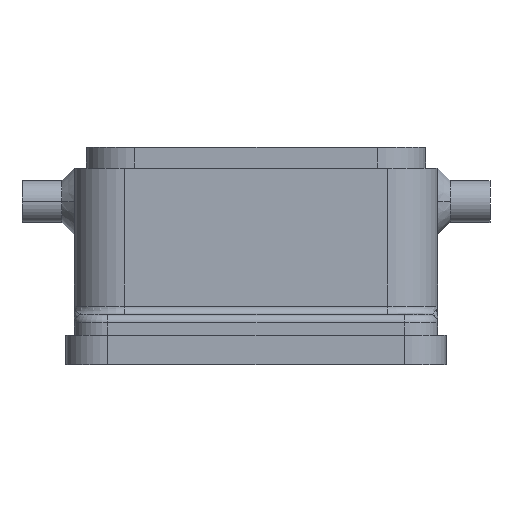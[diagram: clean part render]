
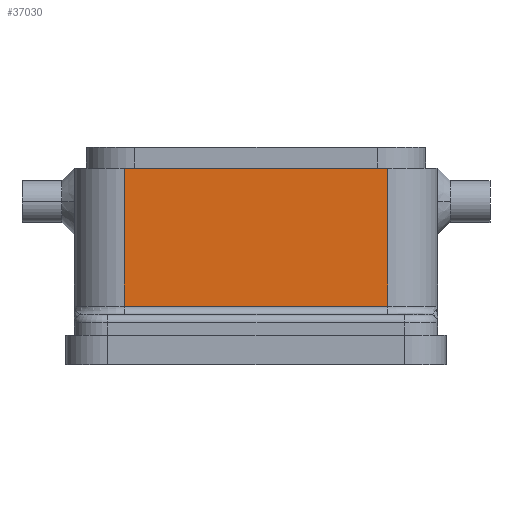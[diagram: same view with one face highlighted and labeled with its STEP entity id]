
A CAD part, left-side view. The second image highlights one B-rep face of the part: STEP entity #37030.
In plain terms, the highlighted planar face has unit normal (-1, 0, 0).
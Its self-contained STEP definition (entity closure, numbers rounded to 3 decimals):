
#26680=CARTESIAN_POINT('',(-46.5,-15.75,23.5));
#26690=VERTEX_POINT('',#26680);
#26720=CARTESIAN_POINT('',(-46.5,0.,23.5));
#26730=DIRECTION('',(0.,-1.,0.));
#26740=VECTOR('',#26730,1.);
#26750=LINE('',#26720,#26740);
#26760=CARTESIAN_POINT('',(-46.5,15.75,23.5));
#26770=VERTEX_POINT('',#26760);
#26780=EDGE_CURVE('',#26770,#26690,#26750,.T.);
#28980=CARTESIAN_POINT('',(-46.5,-15.75,7.));
#28990=VERTEX_POINT('',#28980);
#29170=CARTESIAN_POINT('',(-46.5,15.75,7.));
#29180=VERTEX_POINT('',#29170);
#29210=CARTESIAN_POINT('',(-46.5,0.,7.));
#29220=DIRECTION('',(0.,1.,0.));
#29230=VECTOR('',#29220,1.);
#29240=LINE('',#29210,#29230);
#29250=EDGE_CURVE('',#28990,#29180,#29240,.T.);
#36820=CARTESIAN_POINT('',(-46.5,-15.75,1.5));
#36830=DIRECTION('',(-1.,0.,0.));
#36840=DIRECTION('',(0.,0.,1.));
#36850=AXIS2_PLACEMENT_3D('',#36820,#36830,#36840);
#36860=PLANE('',#36850);
#36870=CARTESIAN_POINT('',(-46.5,15.75,0.));
#36880=DIRECTION('',(0.,0.,-1.));
#36890=VECTOR('',#36880,1.);
#36900=LINE('',#36870,#36890);
#36910=EDGE_CURVE('',#26770,#29180,#36900,.T.);
#36920=ORIENTED_EDGE('',*,*,#36910,.T.);
#36930=ORIENTED_EDGE('',*,*,#26780,.F.);
#36940=CARTESIAN_POINT('',(-46.5,-15.75,0.));
#36950=DIRECTION('',(0.,0.,-1.));
#36960=VECTOR('',#36950,1.);
#36970=LINE('',#36940,#36960);
#36980=EDGE_CURVE('',#26690,#28990,#36970,.T.);
#36990=ORIENTED_EDGE('',*,*,#36980,.F.);
#37000=ORIENTED_EDGE('',*,*,#29250,.F.);
#37010=EDGE_LOOP('',(#37000,#36990,#36930,#36920));
#37020=FACE_OUTER_BOUND('',#37010,.T.);
#37030=ADVANCED_FACE('',(#37020),#36860,.T.);
